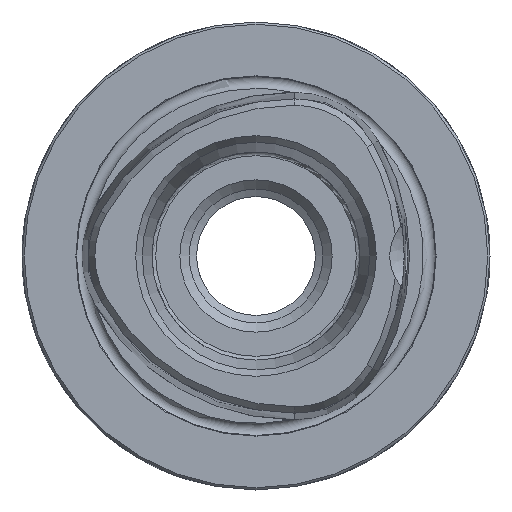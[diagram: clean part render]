
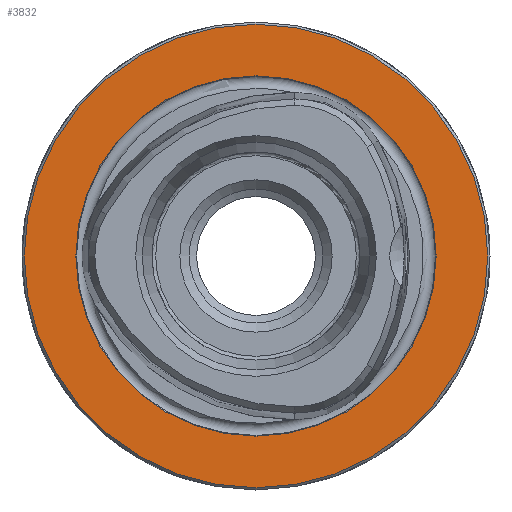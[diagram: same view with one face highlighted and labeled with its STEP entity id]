
A CAD part, left-side view. The second image highlights one B-rep face of the part: STEP entity #3832.
In plain terms, the highlighted planar face has unit normal (-1, 0, 0).
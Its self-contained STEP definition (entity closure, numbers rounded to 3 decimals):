
#379 = ORIENTED_EDGE ( 'NONE', *, *, #1709, .F. ) ;
#417 = DIRECTION ( 'NONE',  ( 0., 0., 1. ) ) ;
#433 = FACE_BOUND ( 'NONE', #481, .T. ) ;
#481 = EDGE_LOOP ( 'NONE', ( #379 ) ) ;
#674 = EDGE_LOOP ( 'NONE', ( #2437 ) ) ;
#1326 = FACE_OUTER_BOUND ( 'NONE', #674, .T. ) ;
#1408 = CARTESIAN_POINT ( 'NONE',  ( 0., 0., 0. ) ) ;
#1610 = DIRECTION ( 'NONE',  ( 0., 0., -1. ) ) ;
#1690 = DIRECTION ( 'NONE',  ( -1., 0., 0. ) ) ;
#1703 = DIRECTION ( 'NONE',  ( 0., 0., 1. ) ) ;
#1709 = EDGE_CURVE ( 'NONE', #2143, #2143, #2548, .T. ) ;
#2143 = VERTEX_POINT ( 'NONE', #2514 ) ;
#2350 = AXIS2_PLACEMENT_3D ( 'NONE', #3202, #3868, #1610 ) ;
#2416 = AXIS2_PLACEMENT_3D ( 'NONE', #3970, #1690, #1703 ) ;
#2437 = ORIENTED_EDGE ( 'NONE', *, *, #3940, .T. ) ;
#2444 = CIRCLE ( 'NONE', #2416, 31.2 ) ;
#2514 = CARTESIAN_POINT ( 'NONE',  ( 0., 0., 24.25 ) ) ;
#2548 = CIRCLE ( 'NONE', #2600, 24.25 ) ;
#2600 = AXIS2_PLACEMENT_3D ( 'NONE', #1408, #3959, #417 ) ;
#2791 = VERTEX_POINT ( 'NONE', #3764 ) ;
#3202 = CARTESIAN_POINT ( 'NONE',  ( 0., 24.25, 0. ) ) ;
#3764 = CARTESIAN_POINT ( 'NONE',  ( 0., 0., 31.2 ) ) ;
#3832 = ADVANCED_FACE ( 'NONE', ( #433, #1326 ), #3857, .F. ) ;
#3857 = PLANE ( 'NONE',  #2350 ) ;
#3868 = DIRECTION ( 'NONE',  ( 1., 0., 0. ) ) ;
#3940 = EDGE_CURVE ( 'NONE', #2791, #2791, #2444, .T. ) ;
#3959 = DIRECTION ( 'NONE',  ( -1., 0., 0. ) ) ;
#3970 = CARTESIAN_POINT ( 'NONE',  ( 0., 0., 0. ) ) ;
